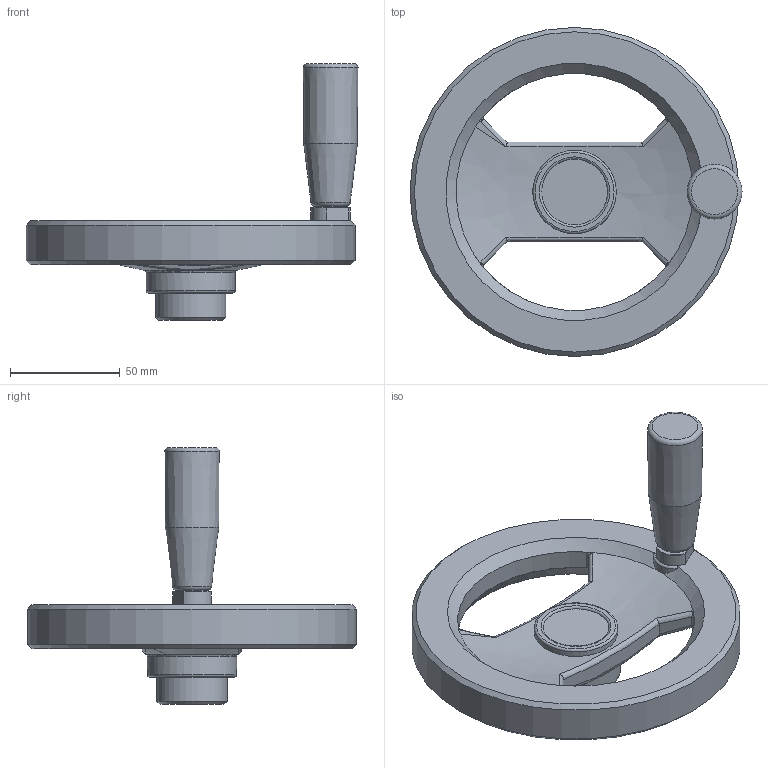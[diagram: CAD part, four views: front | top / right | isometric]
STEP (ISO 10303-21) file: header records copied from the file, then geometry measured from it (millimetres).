
FILE_DESCRIPTION( ( 'Unknown' ), '1' );
FILE_NAME( '6107010_VR2_150-M.stp', 'Unknown', ( 'Unknown' ), ( 'Unknown' ), 'PSStep 10.0', 'Unknown', ' ' );
FILE_SCHEMA( ( 'automotive_design' ) );
Length unit declared in the file: millimetre
Products named in the file (2): 6107010
Bounding box: 151.33 x 150 x 117.1 mm (x, y, z)
Volume: 265140.1 mm3; surface area: 56593.7 mm2
Topology: 2 solids, 5 shells, 120 faces, 279 edges, 174 vertices
Faces by surface type: plane 33, cylinder 28, bspline 26, cone 24, torus 8, sphere 1
Full cylindrical faces by diameter (mm): 6 x1, 8.3 x1, 8.376 x2, 8.7 x2, 10.2 x1, 12 x1, 12.8 x1, 13 x1, 13.242 x1, 25 x1, 32 x1, 38 x1, 40.6 x1, 150 x1
Entity records: 7783 total; most frequent: CARTESIAN_POINT 4573, ORIENTED_EDGE 440, DIRECTION 412, EDGE_CURVE 220, AXIS2_PLACEMENT_3D 190, EDGE_LOOP 169, VERTEX_POINT 157, FACE_OUTER_BOUND 141
